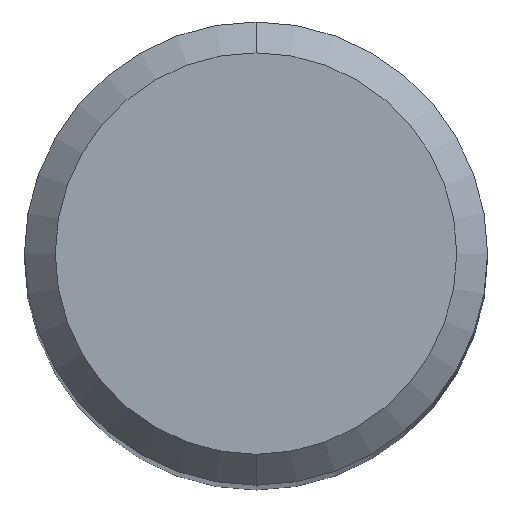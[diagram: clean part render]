
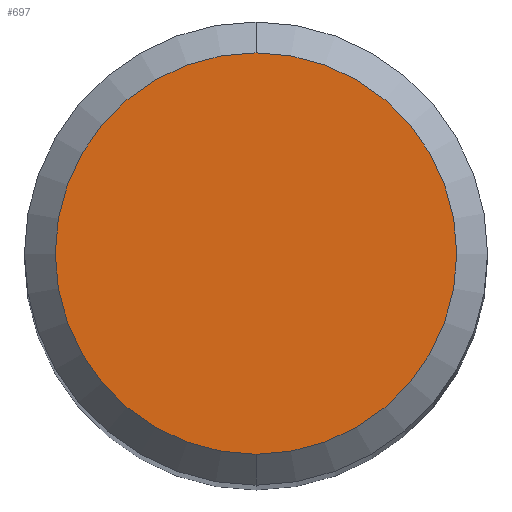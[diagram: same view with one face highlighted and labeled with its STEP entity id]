
A CAD part, top view. The second image highlights one B-rep face of the part: STEP entity #697.
In plain terms, the highlighted planar face has unit normal (0, 0, 1).
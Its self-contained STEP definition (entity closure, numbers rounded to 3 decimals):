
#433=VERTEX_POINT('',#1053);
#581=VERTEX_POINT('',#1212);
#643=EDGE_CURVE('',#581,#433,#1281,.T.);
#697=ADVANCED_FACE('',(#1341),#1342,.T.);
#893=EDGE_CURVE('',#433,#581,#1559,.T.);
#1053=CARTESIAN_POINT('',(0.0,2.6,0.0));
#1212=CARTESIAN_POINT('',(0.,-2.6,0.0));
#1281=CIRCLE('',#2655,2.6);
#1341=FACE_OUTER_BOUND('',#3404,.T.);
#1342=PLANE('',#3405);
#1559=CIRCLE('',#6044,2.6);
#2655=AXIS2_PLACEMENT_3D('',#6562,#6563,#6564);
#3404=EDGE_LOOP('',(#6639,#6640));
#3405=AXIS2_PLACEMENT_3D('',#6641,#6642,#6643);
#6044=AXIS2_PLACEMENT_3D('',#6904,#6905,#6906);
#6562=CARTESIAN_POINT('',(0.0,0.0,0.0));
#6563=DIRECTION('',(0.0,0.0,-1.0));
#6564=DIRECTION('',(0.0,1.0,0.0));
#6639=ORIENTED_EDGE('',*,*,#893,.F.);
#6640=ORIENTED_EDGE('',*,*,#643,.F.);
#6641=CARTESIAN_POINT('',(0.0,1.3,0.0));
#6642=DIRECTION('',(-0.0,0.0,1.0));
#6643=DIRECTION('',(0.0,-1.0,0.0));
#6904=CARTESIAN_POINT('',(0.0,0.0,0.0));
#6905=DIRECTION('',(0.0,0.0,-1.0));
#6906=DIRECTION('',(0.0,1.0,0.0));
